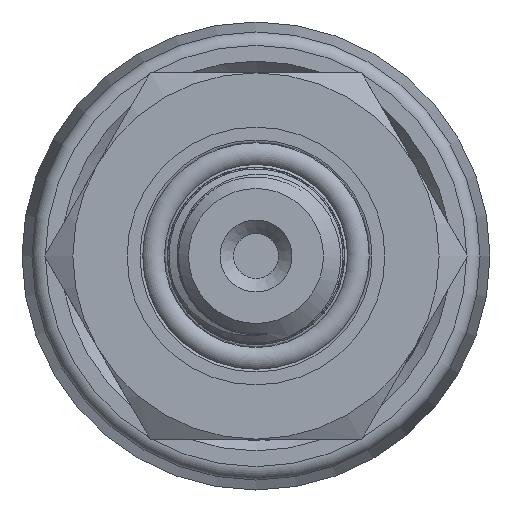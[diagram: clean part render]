
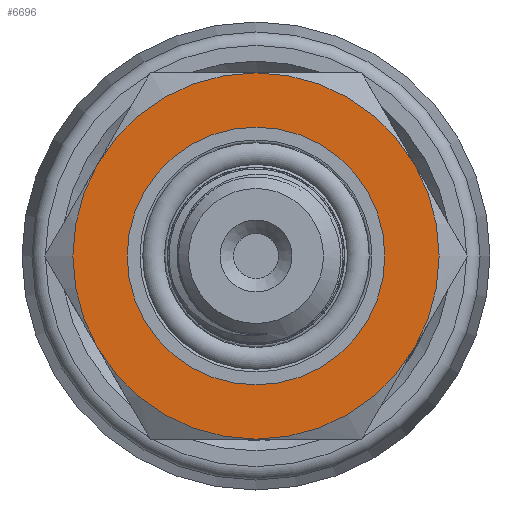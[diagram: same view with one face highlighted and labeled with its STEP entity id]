
A CAD part, left-side view. The second image highlights one B-rep face of the part: STEP entity #6696.
In plain terms, the highlighted conical face has half-angle 89.979 degrees and reference radius 11 mm.
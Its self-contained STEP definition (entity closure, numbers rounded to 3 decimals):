
#314=CONICAL_SURFACE('',#7170,11.,1.57);
#922=LINE('',#25025,#1302);
#1302=VECTOR('',#7795,11.);
#1822=FACE_OUTER_BOUND('',#2223,.T.);
#2223=EDGE_LOOP('',(#5284,#5285,#5286,#5287));
#2555=CIRCLE('',#7106,9.5);
#2597=CIRCLE('',#7169,13.5);
#3034=VERTEX_POINT('',#18602);
#3092=VERTEX_POINT('',#25021);
#3823=EDGE_CURVE('',#3034,#3034,#2555,.T.);
#3915=EDGE_CURVE('',#3092,#3092,#2597,.T.);
#3916=EDGE_CURVE('',#3092,#3034,#922,.T.);
#5284=ORIENTED_EDGE('',*,*,#3915,.F.);
#5285=ORIENTED_EDGE('',*,*,#3916,.T.);
#5286=ORIENTED_EDGE('',*,*,#3823,.T.);
#5287=ORIENTED_EDGE('',*,*,#3916,.F.);
#6696=ADVANCED_FACE('',(#1822),#314,.T.);
#7106=AXIS2_PLACEMENT_3D('',#18603,#7652,#7653);
#7169=AXIS2_PLACEMENT_3D('',#25023,#7791,#7792);
#7170=AXIS2_PLACEMENT_3D('',#25024,#7793,#7794);
#7652=DIRECTION('center_axis',(1.,0.,0.));
#7653=DIRECTION('ref_axis',(0.,-1.,0.));
#7791=DIRECTION('center_axis',(1.,0.,0.));
#7792=DIRECTION('ref_axis',(0.,0.,-1.));
#7793=DIRECTION('center_axis',(1.,0.,0.));
#7794=DIRECTION('ref_axis',(0.,0.,
-1.));
#7795=DIRECTION('',(0.,0.,-1.));
#18602=CARTESIAN_POINT('',(13.999,0.,9.5));
#18603=CARTESIAN_POINT('Origin',(13.999,0.,
0.));
#25021=CARTESIAN_POINT('',(14.,0.,13.5));
#25023=CARTESIAN_POINT('Origin',(14.,0.,
0.));
#25024=CARTESIAN_POINT('Origin',(13.999,0.,
0.));
#25025=CARTESIAN_POINT('',(13.999,0.,11.));
